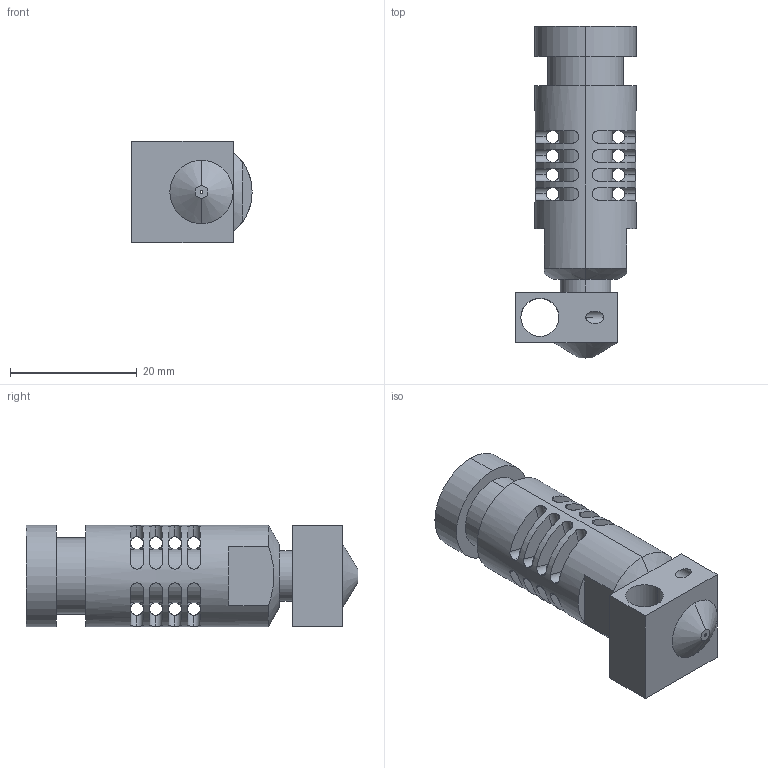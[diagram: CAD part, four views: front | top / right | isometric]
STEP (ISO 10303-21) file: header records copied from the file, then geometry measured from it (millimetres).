
FILE_DESCRIPTION (( 'STEP AP214' ), '1' );
FILE_NAME ('JHead_Nozzle.STEP', '2013-11-30T14:21:39', ( 'Philippe' ), ( '' ), 'SwSTEP 2.0', 'SolidWorks 2013', '' );
FILE_SCHEMA (( 'AUTOMOTIVE_DESIGN' ));
Length unit declared in the file: millimetre
Products named in the file (3): Part2^JHead_Nozzle; Part1^JHead_Nozzle; JHead_Nozzle
Assembly tree (2 placements, depth 2):
  JHead_Nozzle
    Part1^JHead_Nozzle
    Part2^JHead_Nozzle
Bounding box: 19 x 52.4 x 16 mm (x, y, z)
Volume: 6855.2 mm3; surface area: 6281.8 mm2
Topology: 2 solids, 2 shells, 264 faces, 671 edges, 397 vertices
Faces by surface type: cylinder 202, plane 48, cone 14
Entity records: 8794 total; most frequent: CARTESIAN_POINT 2821, ORIENTED_EDGE 1342, DIRECTION 1068, EDGE_CURVE 671, VERTEX_POINT 397, AXIS2_PLACEMENT_3D 392, EDGE_LOOP 292, LINE 284
